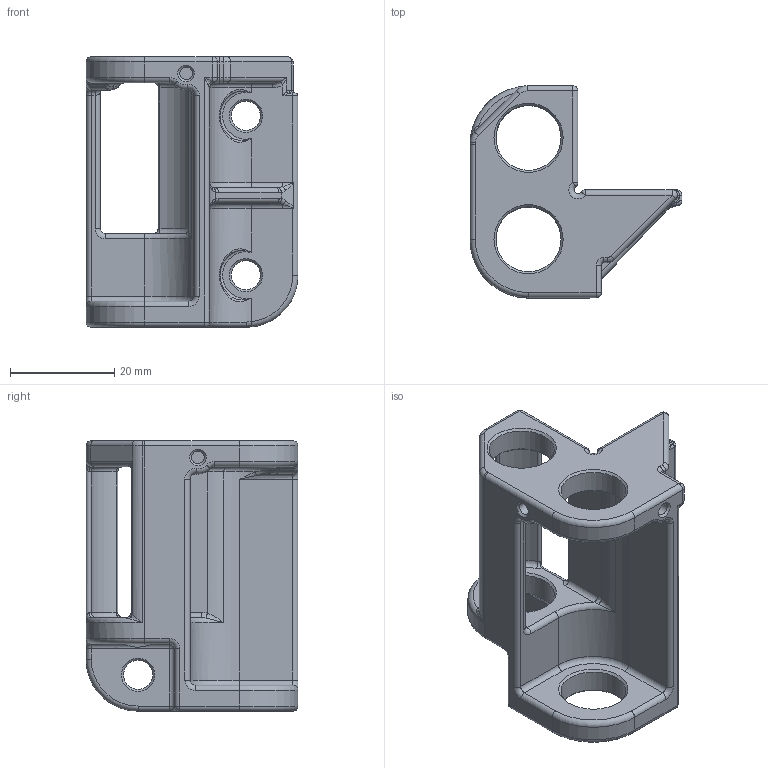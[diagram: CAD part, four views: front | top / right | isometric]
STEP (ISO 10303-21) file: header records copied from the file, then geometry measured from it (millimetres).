
FILE_DESCRIPTION(/* description */ (''),/* implementation_level */ '2;1');
FILE_NAME(/* name */ 'MP_DooKi3_SLM_XY_YDrive_F695_V3_x2.step',/* time_stamp */ '2024-08-07T12:39:37-04:00',/* author */ (''),/* organization */ (''),/* preprocessor_version */ 'ST-DEVELOPER v20',/* originating_system */ 'Autodesk Translation Framework v13.14.0.145',/* authorisation */ '');
FILE_SCHEMA (('AUTOMOTIVE_DESIGN { 1 0 10303 214 3 1 1 }'));
Length unit declared in the file: millimetre
Products named in the file (1): MP_DooKi3_SLM_XY_YDrive_F695_V3_x2
Bounding box: 40.75 x 40.75 x 52 mm (x, y, z)
Volume: 15414.9 mm3; surface area: 10638.8 mm2
Topology: 1 solids, 1 shells, 304 faces, 722 edges, 398 vertices
Faces by surface type: cylinder 113, bspline 60, torus 58, plane 44, cone 17, sphere 12
Full cylindrical faces by diameter (mm): 2.4 x2, 5.6 x3, 12.5 x4
Entity records: 10355 total; most frequent: CARTESIAN_POINT 3568, DIRECTION 1446, ORIENTED_EDGE 1402, EDGE_CURVE 701, AXIS2_PLACEMENT_3D 597, VERTEX_POINT 398, CIRCLE 336, EDGE_LOOP 321
